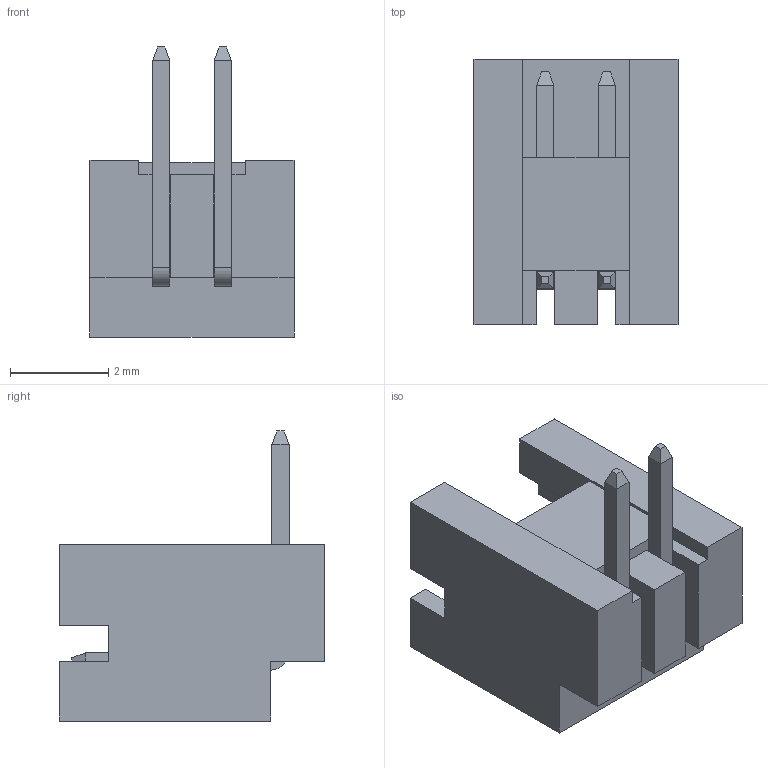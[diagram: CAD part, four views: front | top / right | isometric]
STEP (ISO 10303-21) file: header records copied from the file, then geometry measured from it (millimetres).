
FILE_DESCRIPTION (( 'STEP AP203' ), '1' );
FILE_NAME ('K180011001_Stig-Wahlstrom.step', '2015-02-23T15:13:39', ( '' ), ( '' ), 'SwSTEP 2.0', 'SolidWorks 2008', '' );
FILE_SCHEMA (( 'CONFIG_CONTROL_DESIGN' ));
Length unit declared in the file: millimetre
Products named in the file (1): K180011001_Stig-Wahlstrom
Bounding box: 4.15 x 5.4 x 5.9 mm (x, y, z)
Volume: 46.7 mm3; surface area: 167.8 mm2
Topology: 1 solids, 1 shells, 81 faces, 206 edges, 132 vertices
Faces by surface type: plane 77, cylinder 4
Entity records: 2457 total; most frequent: CARTESIAN_POINT 420, ORIENTED_EDGE 412, DIRECTION 378, EDGE_CURVE 206, VECTOR 198, LINE 198, VERTEX_POINT 132, AXIS2_PLACEMENT_3D 90
